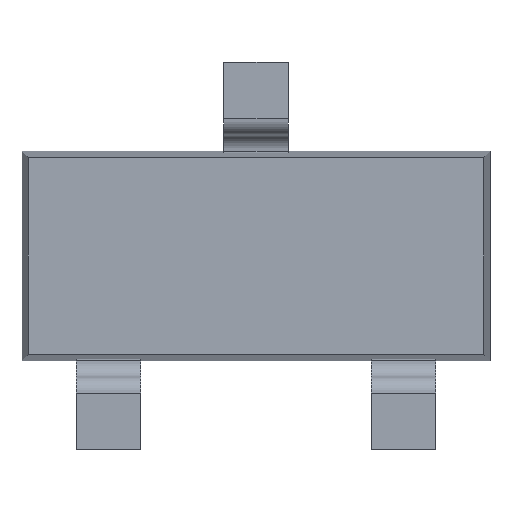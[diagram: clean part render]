
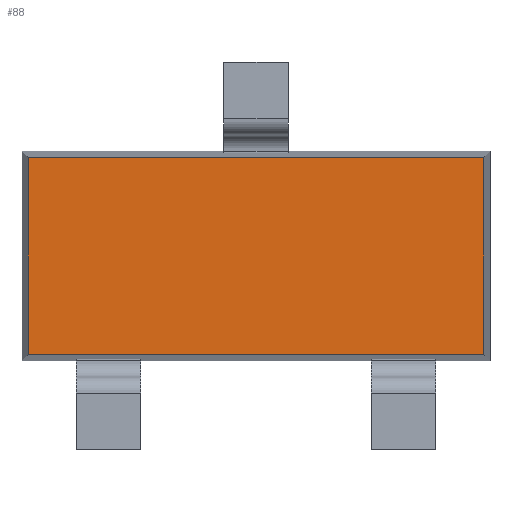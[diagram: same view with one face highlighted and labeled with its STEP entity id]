
A CAD part, front view. The second image highlights one B-rep face of the part: STEP entity #88.
In plain terms, the highlighted planar face has unit normal (0, -1, 0).
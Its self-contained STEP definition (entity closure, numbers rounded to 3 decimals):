
#79 = AXIS2_PLACEMENT_3D ( 'NONE', #1120, #1672, #719 ) ;
#88 = ADVANCED_FACE ( 'NONE', ( #1105 ), #510, .F. ) ;
#236 = EDGE_LOOP ( 'NONE', ( #478, #1324, #1778, #325 ) ) ;
#264 = DIRECTION ( 'NONE',  ( 1., 0., 0. ) ) ;
#291 = EDGE_CURVE ( 'NONE', #1340, #1412, #1467, .T. ) ;
#325 = ORIENTED_EDGE ( 'NONE', *, *, #626, .F. ) ;
#431 = VECTOR ( 'NONE', #766, 1000. ) ;
#478 = ORIENTED_EDGE ( 'NONE', *, *, #1681, .F. ) ;
#495 = EDGE_CURVE ( 'NONE', #1412, #634, #1601, .T. ) ;
#510 = PLANE ( 'NONE',  #79 ) ;
#531 = CARTESIAN_POINT ( 'NONE',  ( 1.41, -0.325, 0.61 ) ) ;
#584 = CARTESIAN_POINT ( 'NONE',  ( 1.41, -0.325, -0.61 ) ) ;
#626 = EDGE_CURVE ( 'NONE', #1713, #1340, #986, .T. ) ;
#634 = VERTEX_POINT ( 'NONE', #531 ) ;
#686 = CARTESIAN_POINT ( 'NONE',  ( 0., -0.325, 0.61 ) ) ;
#719 = DIRECTION ( 'NONE',  ( 0., 0., 1. ) ) ;
#766 = DIRECTION ( 'NONE',  ( 0., 0., 1. ) ) ;
#781 = DIRECTION ( 'NONE',  ( 0., 0., -1. ) ) ;
#832 = CARTESIAN_POINT ( 'NONE',  ( 1.41, -0.325, 0. ) ) ;
#870 = CARTESIAN_POINT ( 'NONE',  ( -1.41, -0.325, -0.61 ) ) ;
#986 = LINE ( 'NONE', #1382, #1422 ) ;
#1105 = FACE_OUTER_BOUND ( 'NONE', #236, .T. ) ;
#1107 = CARTESIAN_POINT ( 'NONE',  ( -1.41, -0.325, 0.61 ) ) ;
#1120 = CARTESIAN_POINT ( 'NONE',  ( 0., -0.325, 0. ) ) ;
#1218 = LINE ( 'NONE', #832, #1792 ) ;
#1324 = ORIENTED_EDGE ( 'NONE', *, *, #495, .F. ) ;
#1335 = VECTOR ( 'NONE', #264, 1000. ) ;
#1340 = VERTEX_POINT ( 'NONE', #870 ) ;
#1382 = CARTESIAN_POINT ( 'NONE',  ( 0., -0.325, -0.61 ) ) ;
#1412 = VERTEX_POINT ( 'NONE', #1107 ) ;
#1422 = VECTOR ( 'NONE', #1638, 1000. ) ;
#1467 = LINE ( 'NONE', #1611, #431 ) ;
#1601 = LINE ( 'NONE', #686, #1335 ) ;
#1611 = CARTESIAN_POINT ( 'NONE',  ( -1.41, -0.325, 0. ) ) ;
#1638 = DIRECTION ( 'NONE',  ( -1., 0., 0. ) ) ;
#1672 = DIRECTION ( 'NONE',  ( 0., 1., 0. ) ) ;
#1681 = EDGE_CURVE ( 'NONE', #634, #1713, #1218, .T. ) ;
#1713 = VERTEX_POINT ( 'NONE', #584 ) ;
#1778 = ORIENTED_EDGE ( 'NONE', *, *, #291, .F. ) ;
#1792 = VECTOR ( 'NONE', #781, 1000. ) ;
